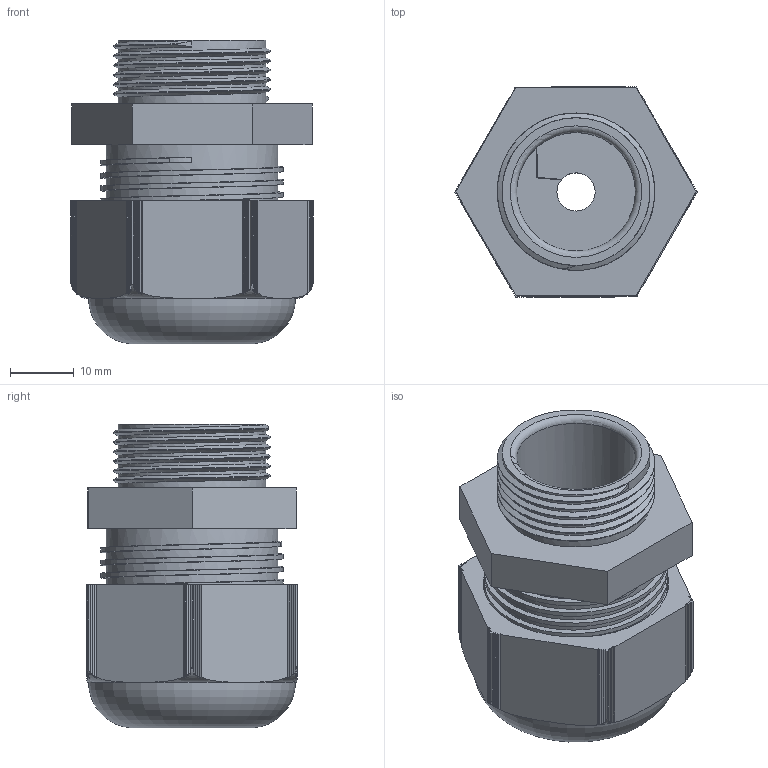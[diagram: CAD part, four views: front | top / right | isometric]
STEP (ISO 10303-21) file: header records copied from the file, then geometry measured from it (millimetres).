
FILE_DESCRIPTION(/* description */ (''),/* implementation_level */ '2;1');
FILE_NAME(/* name */ '12002404_MBF 25-USB.stp',/* time_stamp */ '2018-07-04T11:03:54+02:00',/* author */ ('haertel'),/* organization */ ('Fa. Bopla'),/* preprocessor_version */ 'ST-DEVELOPER v16.13',/* originating_system */ 'Autodesk Inventor 2018',/* authorisation */ '');
FILE_SCHEMA (('AUTOMOTIVE_DESIGN { 1 0 10303 214 3 1 1 }'));
Length unit declared in the file: millimetre
Products named in the file (1): 12002404_MBF 25-USB
Bounding box: 38.06 x 32.98 x 47.65 mm (x, y, z)
Volume: 22210.8 mm3; surface area: 17199 mm2
Topology: 3 solids, 3 shells, 342 faces, 956 edges, 622 vertices
Faces by surface type: plane 260, cylinder 52, torus 22, bspline 6, cone 2
Full cylindrical faces by diameter (mm): 18.29 x1, 18.65 x1, 22.65 x1, 23.2 x6, 23.3 x1, 26.5 x1, 27 x4, 29.12 x8
Entity records: 25587 total; most frequent: CARTESIAN_POINT 16850, ORIENTED_EDGE 1770, DIRECTION 1740, EDGE_CURVE 884, AXIS2_PLACEMENT_3D 599, VERTEX_POINT 582, LINE 542, VECTOR 542
